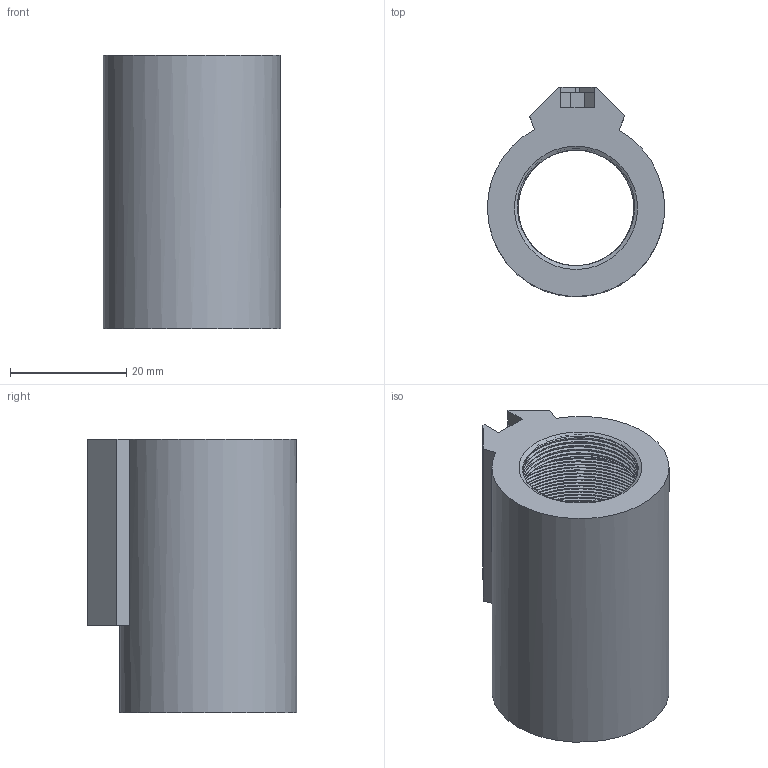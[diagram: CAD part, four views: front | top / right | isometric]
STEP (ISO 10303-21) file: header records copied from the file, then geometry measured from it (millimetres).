
FILE_DESCRIPTION(/* description */ (''),/* implementation_level */ '2;1');
FILE_NAME(/* name */ 'Objective Lens Holder.step',/* time_stamp */ '2025-11-06T16:33:32Z',/* author */ (''),/* organization */ (''),/* preprocessor_version */ 'ST-DEVELOPER v20.1',/* originating_system */ 'Autodesk Translation Framework v14.17.0.0',/* authorisation */ '');
FILE_SCHEMA (('AUTOMOTIVE_DESIGN { 1 0 10303 214 3 1 1 }'));
Length unit declared in the file: millimetre
Products named in the file (2): Objective Lens Holder; Component1
Assembly tree (1 placements, depth 2):
  Objective Lens Holder
    Component1
Bounding box: 30.48 x 36.02 x 47.1 mm (x, y, z)
Volume: 12892.6 mm3; surface area: 11551.1 mm2
Topology: 1 solids, 1 shells, 154 faces, 445 edges, 295 vertices
Faces by surface type: cylinder 123, plane 22, bspline 6, cone 3
Full cylindrical faces by diameter (mm): 3.493 x2, 19.875 x4, 20.637 x5, 25.603 x52, 26.289 x51, 30.48 x1
Entity records: 16053 total; most frequent: CARTESIAN_POINT 12440, ORIENTED_EDGE 890, DIRECTION 518, EDGE_CURVE 445, VERTEX_POINT 295, B_SPLINE_CURVE_WITH_KNOTS 253, AXIS2_PLACEMENT_3D 175, LINE 168
